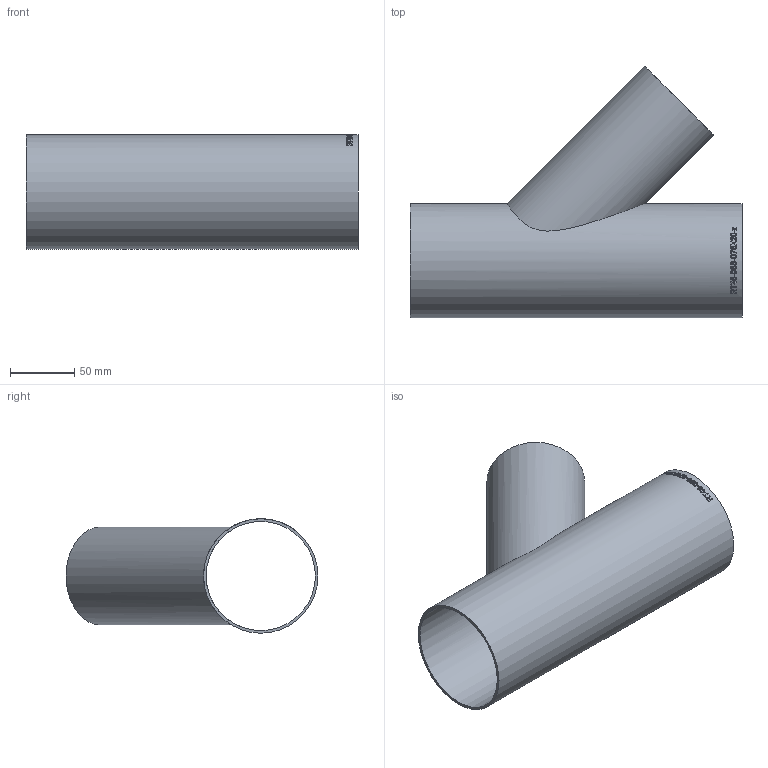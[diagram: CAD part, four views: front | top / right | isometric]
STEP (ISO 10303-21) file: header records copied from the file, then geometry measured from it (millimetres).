
FILE_DESCRIPTION (( 'STEP AP214' ), '1' );
FILE_NAME ('RT45-088-076X20-x T-Stück 45°reduziert Ø88,9 L258 1911.STEP', '2019-11-19T14:24:41', ( '' ), ( '' ), 'SwSTEP 2.0', 'SolidWorks 2016', '' );
FILE_SCHEMA (( 'AUTOMOTIVE_DESIGN' ));
Length unit declared in the file: millimetre
Products named in the file (1): RT45-088-076X20-x T-Stück 45°reduziert Ø88,9 L258  1911
Bounding box: 258 x 195.74 x 88.9 mm (x, y, z)
Volume: 186631.9 mm3; surface area: 188162.6 mm2
Topology: 1 solids, 1 shells, 233 faces, 613 edges, 409 vertices
Faces by surface type: bspline 139, plane 63, cylinder 31
Full cylindrical faces by diameter (mm): 72.1 x1, 76.1 x1, 84.9 x1, 88.9 x1
Entity records: 29941 total; most frequent: CARTESIAN_POINT 22994, ORIENTED_EDGE 1210, EDGE_CURVE 605, DIRECTION 439, B_SPLINE_CURVE_WITH_KNOTS 436, VERTEX_POINT 406, EDGE_LOOP 269, FACE_OUTER_BOUND 237
